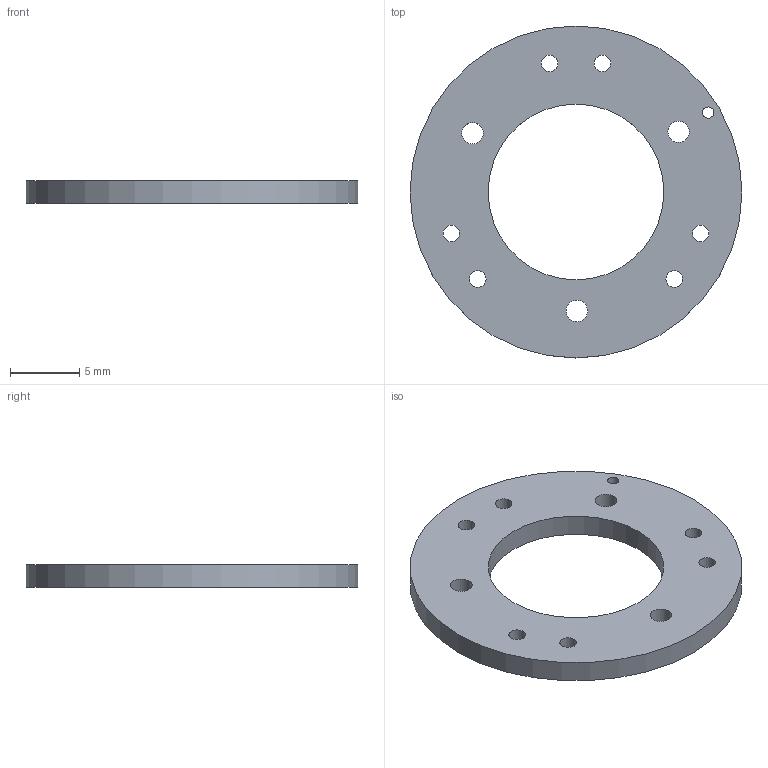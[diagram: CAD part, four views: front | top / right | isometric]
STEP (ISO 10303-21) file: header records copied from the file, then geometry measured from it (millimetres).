
FILE_DESCRIPTION(('KiCad electronic assembly'),'2;1');
FILE_NAME('buttonCircuitBoard.step','2024-04-19T19:48:39',('Pcbnew'),( 'Kicad'),'Open CASCADE STEP processor 7.7','KiCad to STEP converter' ,'Unknown');
FILE_SCHEMA(('AUTOMOTIVE_DESIGN { 1 0 10303 214 1 1 1 1 }'));
Length unit declared in the file: millimetre
Products named in the file (2): buttonCircuitBoard 1; _autosave-buttonCircuitBoard PCB
Assembly tree (1 placements, depth 2):
  buttonCircuitBoard 1
    _autosave-buttonCircuitBoard PCB
Bounding box: 24 x 24 x 1.6 mm (x, y, z)
Volume: 500.4 mm3; surface area: 873.6 mm2
Topology: 1 solids, 1 shells, 14 faces, 36 edges, 24 vertices
Faces by surface type: cylinder 12, plane 2
Full cylindrical faces by diameter (mm): 0.819 x1, 1.2 x6, 1.55 x3, 12.7 x1, 24 x1
Entity records: 1005 total; most frequent: DIRECTION 164, CARTESIAN_POINT 148, ORIENTED_EDGE 72, PCURVE 72, DEFINITIONAL_REPRESENTATION 72, LINE 60, VECTOR 60, CIRCLE 48
